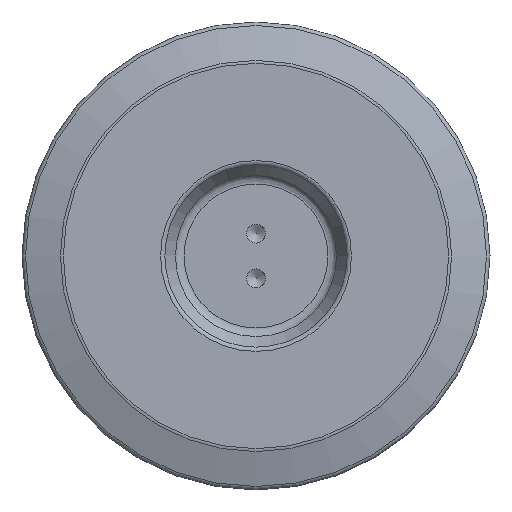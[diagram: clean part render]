
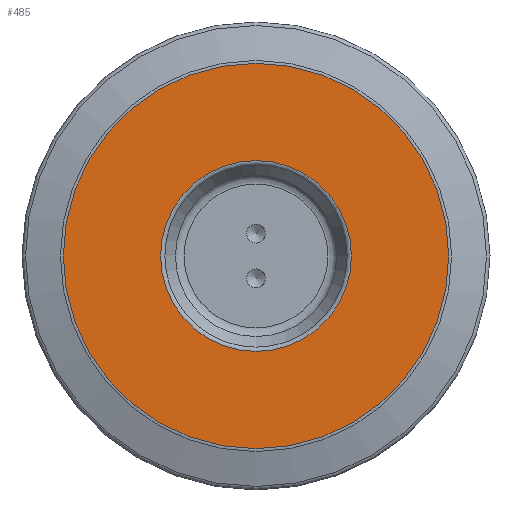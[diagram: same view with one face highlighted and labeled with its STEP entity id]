
A CAD part, left-side view. The second image highlights one B-rep face of the part: STEP entity #485.
In plain terms, the highlighted planar face has unit normal (-1, 0, 0).
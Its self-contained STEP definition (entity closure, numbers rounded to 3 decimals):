
#485=ADVANCED_FACE('',(#1114,#1115),#1116,.T.);
#1114=FACE_BOUND('',#2695,.T.);
#1115=FACE_OUTER_BOUND('',#2696,.T.);
#1116=PLANE('',#2697);
#2695=EDGE_LOOP('',(#4715));
#2696=EDGE_LOOP('',(#4716));
#2697=AXIS2_PLACEMENT_3D('',#4717,#4718,#4719);
#4715=ORIENTED_EDGE('',*,*,#6108,.T.);
#4716=ORIENTED_EDGE('',*,*,#5662,.F.);
#4717=CARTESIAN_POINT('',(0.0,0.0,0.0));
#4718=DIRECTION('',(-1.0,0.0,0.0));
#4719=DIRECTION('',(0.0,0.0,1.0));
#5662=EDGE_CURVE('',#6425,#6425,#6426,.T.);
#6108=EDGE_CURVE('',#7107,#7107,#7108,.T.);
#6425=VERTEX_POINT('',#7534);
#6426=CIRCLE('',#7535,193.532);
#7107=VERTEX_POINT('',#8745);
#7108=CIRCLE('',#8746,95.86);
#7534=CARTESIAN_POINT('',(0.,0.0,193.532));
#7535=AXIS2_PLACEMENT_3D('',#9234,#9235,#9236);
#8745=CARTESIAN_POINT('',(0.,0.0,95.86));
#8746=AXIS2_PLACEMENT_3D('',#9983,#9984,#9985);
#9234=CARTESIAN_POINT('',(0.0,0.,0.0));
#9235=DIRECTION('',(1.0,-0.0,0.0));
#9236=DIRECTION('',(0.0,0.,1.0));
#9983=CARTESIAN_POINT('',(0.0,0.,0.0));
#9984=DIRECTION('',(1.0,0.0,0.0));
#9985=DIRECTION('',(0.0,0.,1.0));
